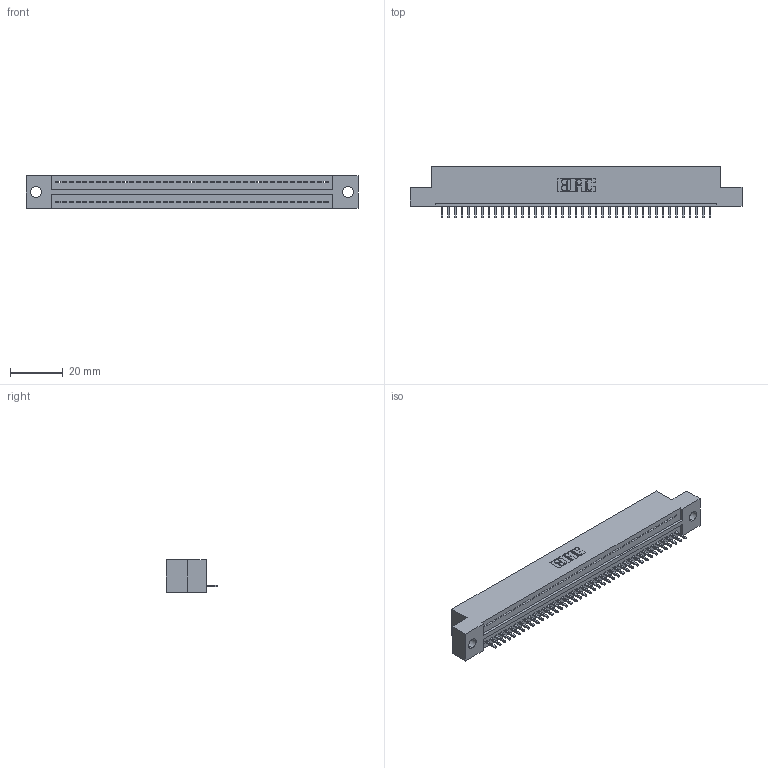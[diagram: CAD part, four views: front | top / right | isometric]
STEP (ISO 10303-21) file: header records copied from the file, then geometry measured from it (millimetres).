
FILE_DESCRIPTION (( 'STEP AP203' ), '1' );
FILE_NAME ('325-041-520-109.STEP', '2020-02-24T21:42:19', ( '' ), ( '' ), 'SwSTEP 2.0', 'SolidWorks 2016', '' );
FILE_SCHEMA (( 'CONFIG_CONTROL_DESIGN' ));
Length unit declared in the file: inch
Products named in the file (3): 325 Part_.160 TH; 325-292-001_325-293-120; 325-041-520-109
Assembly tree (42 placements, depth 2):
  325-041-520-109
    325 Part_.160 TH
    325-292-001_325-293-120  x41
Bounding box: 125.86 x 19.68 x 12.45 mm (x, y, z)
Volume: 15632.9 mm3; surface area: 16526.7 mm2
Topology: 42 solids, 42 shells, 2492 faces, 7527 edges, 4962 vertices
Faces by surface type: plane 1792, cylinder 700
Entity records: 25215 total; most frequent: CARTESIAN_POINT 4357, ORIENTED_EDGE 4334, DIRECTION 3677, EDGE_CURVE 2167, LINE 2039, VECTOR 2039, VERTEX_POINT 1442, AXIS2_PLACEMENT_3D 819
